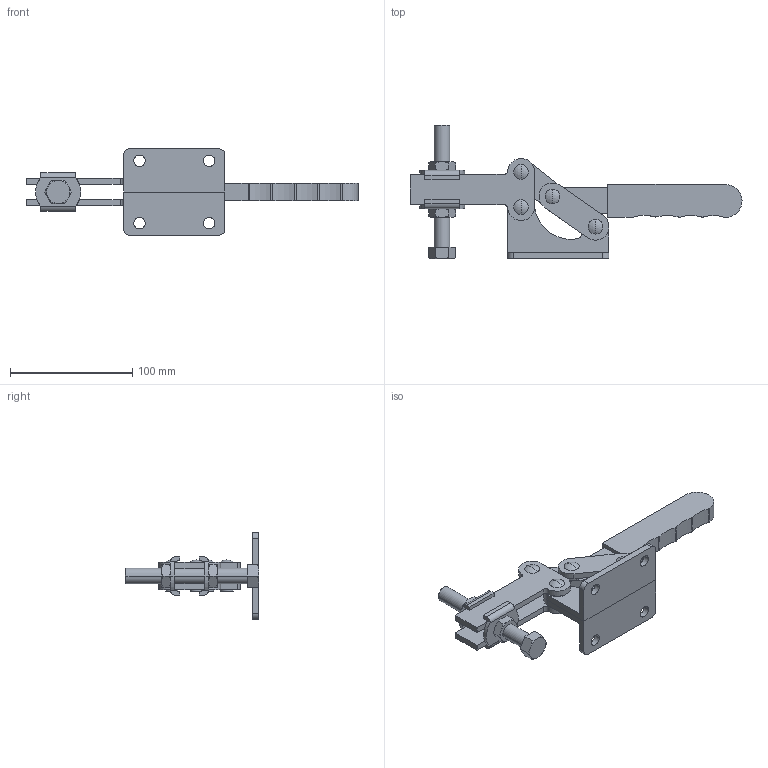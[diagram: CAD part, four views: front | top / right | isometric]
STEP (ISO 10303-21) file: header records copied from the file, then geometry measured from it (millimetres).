
FILE_DESCRIPTION (( 'STEP AP214' ), '1' );
FILE_NAME ('GH-204-GB(Â²¤Æ).STEP', '2020-07-15T05:58:03', ( 'LinWei' ), ( '' ), 'SwSTEP 2.0', 'SolidWorks 2016', '' );
FILE_SCHEMA (( 'AUTOMOTIVE_DESIGN' ));
Length unit declared in the file: millimetre
Products named in the file (6): Group5^GH-204-GB(簡化); Group4^GH-204-GB(簡化); Group3^GH-204-GB(簡化); Group2^GH-204-GB(簡化); Group1^GH-204-GB(簡化); GH-204-GB(簡化)
Assembly tree (5 placements, depth 2):
  GH-204-GB(簡化)
    Group1^GH-204-GB(簡化)
    Group2^GH-204-GB(簡化)
    Group3^GH-204-GB(簡化)
    Group4^GH-204-GB(簡化)
    Group5^GH-204-GB(簡化)
Bounding box: 272 x 109.25 x 71 mm (x, y, z)
Volume: 178965.3 mm3; surface area: 68451.5 mm2
Topology: 5 solids, 5 shells, 284 faces, 676 edges, 438 vertices
Faces by surface type: cylinder 132, plane 112, cone 32, sphere 8
Entity records: 9732 total; most frequent: CARTESIAN_POINT 1846, DIRECTION 1490, ORIENTED_EDGE 1352, EDGE_CURVE 676, AXIS2_PLACEMENT_3D 598, VERTEX_POINT 438, EDGE_LOOP 340, CIRCLE 306
